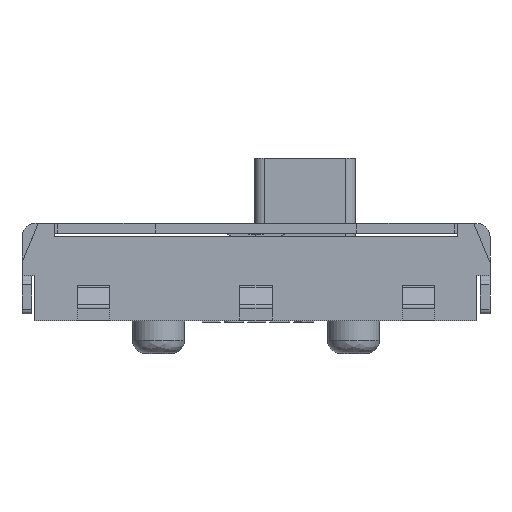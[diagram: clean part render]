
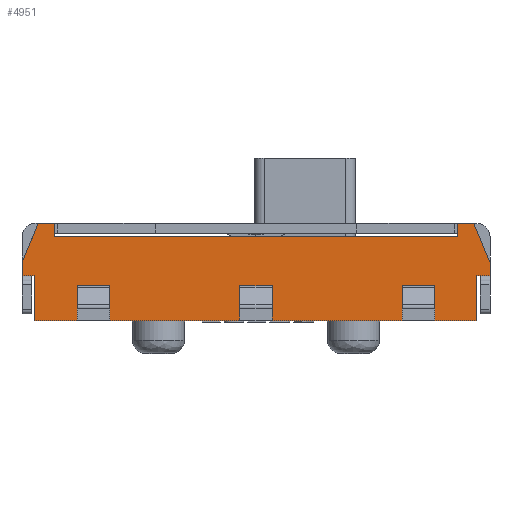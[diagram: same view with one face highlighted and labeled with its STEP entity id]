
A CAD part, front view. The second image highlights one B-rep face of the part: STEP entity #4951.
In plain terms, the highlighted planar face has unit normal (0, -1, 0).
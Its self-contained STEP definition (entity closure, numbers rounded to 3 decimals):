
#57=DIRECTION('',(1.,0.,0.));
#58=VECTOR('',#57,6.8);
#59=CARTESIAN_POINT('',(-3.4,-1.75,0.));
#60=LINE('',#59,#58);
#913=DIRECTION('',(1.,0.,0.));
#914=VECTOR('',#913,0.25);
#915=CARTESIAN_POINT('',(-3.35,-1.75,1.5));
#916=LINE('',#915,#914);
#953=DIRECTION('',(1.,0.,0.));
#954=VECTOR('',#953,0.25);
#955=CARTESIAN_POINT('',(3.1,-1.75,1.5));
#956=LINE('',#955,#954);
#965=DIRECTION('',(-0.385,0.,-0.923));
#966=VECTOR('',#965,0.65);
#967=CARTESIAN_POINT('',(-3.35,-1.75,1.5));
#968=LINE('',#967,#966);
#969=DIRECTION('',(0.,0.,-1.));
#970=VECTOR('',#969,0.2);
#971=CARTESIAN_POINT('',(-3.1,-1.75,1.5));
#972=LINE('',#971,#970);
#973=DIRECTION('',(1.,0.,0.));
#974=VECTOR('',#973,6.2);
#975=CARTESIAN_POINT('',(-3.1,-1.75,1.3));
#976=LINE('',#975,#974);
#977=DIRECTION('',(0.,0.,-1.));
#978=VECTOR('',#977,0.2);
#979=CARTESIAN_POINT('',(3.1,-1.75,1.5));
#980=LINE('',#979,#978);
#981=DIRECTION('',(-0.385,0.,0.923));
#982=VECTOR('',#981,0.65);
#983=CARTESIAN_POINT('',(3.6,-1.75,0.9));
#984=LINE('',#983,#982);
#985=DIRECTION('',(-1.,0.,0.));
#986=VECTOR('',#985,0.2);
#987=CARTESIAN_POINT('',(3.6,-1.75,0.7));
#988=LINE('',#987,#986);
#989=DIRECTION('',(0.,0.,1.));
#990=VECTOR('',#989,0.7);
#991=CARTESIAN_POINT('',(3.4,-1.75,0.));
#992=LINE('',#991,#990);
#993=DIRECTION('',(0.,0.,1.));
#994=VECTOR('',#993,0.7);
#995=CARTESIAN_POINT('',(-3.4,-1.75,0.));
#996=LINE('',#995,#994);
#997=DIRECTION('',(1.,0.,0.));
#998=VECTOR('',#997,0.2);
#999=CARTESIAN_POINT('',(-3.6,-1.75,0.7));
#1000=LINE('',#999,#998);
#1001=DIRECTION('',(0.,0.,1.));
#1002=VECTOR('',#1001,0.2);
#1003=CARTESIAN_POINT('',(-3.6,-1.75,0.7));
#1004=LINE('',#1003,#1002);
#1005=DIRECTION('',(0.,0.,1.));
#1006=VECTOR('',#1005,0.2);
#1007=CARTESIAN_POINT('',(2.25,-1.75,0.345));
#1008=LINE('',#1007,#1006);
#1009=DIRECTION('',(1.,0.,0.));
#1010=VECTOR('',#1009,0.5);
#1011=CARTESIAN_POINT('',(2.25,-1.75,0.345));
#1012=LINE('',#1011,#1010);
#1013=DIRECTION('',(0.,0.,1.));
#1014=VECTOR('',#1013,0.2);
#1015=CARTESIAN_POINT('',(2.75,-1.75,0.345));
#1016=LINE('',#1015,#1014);
#1017=DIRECTION('',(1.,0.,0.));
#1018=VECTOR('',#1017,0.5);
#1019=CARTESIAN_POINT('',(2.25,-1.75,0.545));
#1020=LINE('',#1019,#1018);
#1021=DIRECTION('',(0.,0.,1.));
#1022=VECTOR('',#1021,0.2);
#1023=CARTESIAN_POINT('',(-0.25,-1.75,0.345));
#1024=LINE('',#1023,#1022);
#1025=DIRECTION('',(1.,0.,0.));
#1026=VECTOR('',#1025,0.5);
#1027=CARTESIAN_POINT('',(-0.25,-1.75,0.345));
#1028=LINE('',#1027,#1026);
#1029=DIRECTION('',(0.,0.,1.));
#1030=VECTOR('',#1029,0.2);
#1031=CARTESIAN_POINT('',(0.25,-1.75,0.345));
#1032=LINE('',#1031,#1030);
#1033=DIRECTION('',(1.,0.,0.));
#1034=VECTOR('',#1033,0.5);
#1035=CARTESIAN_POINT('',(-0.25,-1.75,0.545));
#1036=LINE('',#1035,#1034);
#1037=DIRECTION('',(0.,0.,1.));
#1038=VECTOR('',#1037,0.2);
#1039=CARTESIAN_POINT('',(-2.75,-1.75,0.345));
#1040=LINE('',#1039,#1038);
#1041=DIRECTION('',(1.,0.,0.));
#1042=VECTOR('',#1041,0.5);
#1043=CARTESIAN_POINT('',(-2.75,-1.75,0.345));
#1044=LINE('',#1043,#1042);
#1045=DIRECTION('',(0.,0.,1.));
#1046=VECTOR('',#1045,0.2);
#1047=CARTESIAN_POINT('',(-2.25,-1.75,0.345));
#1048=LINE('',#1047,#1046);
#1049=DIRECTION('',(1.,0.,0.));
#1050=VECTOR('',#1049,0.5);
#1051=CARTESIAN_POINT('',(-2.75,-1.75,0.545));
#1052=LINE('',#1051,#1050);
#1153=DIRECTION('',(0.,0.,1.));
#1154=VECTOR('',#1153,0.2);
#1155=CARTESIAN_POINT('',(3.6,-1.75,0.7));
#1156=LINE('',#1155,#1154);
#2921=CARTESIAN_POINT('',(-3.1,-1.75,1.5));
#2923=VERTEX_POINT('',#2921);
#2925=CARTESIAN_POINT('',(3.1,-1.75,1.5));
#2927=VERTEX_POINT('',#2925);
#2933=CARTESIAN_POINT('',(-3.1,-1.75,1.3));
#2934=CARTESIAN_POINT('',(3.1,-1.75,1.3));
#2935=VERTEX_POINT('',#2933);
#2936=VERTEX_POINT('',#2934);
#2949=CARTESIAN_POINT('',(-3.4,-1.75,0.));
#2951=VERTEX_POINT('',#2949);
#2957=CARTESIAN_POINT('',(-3.6,-1.75,0.7));
#2959=VERTEX_POINT('',#2957);
#2961=CARTESIAN_POINT('',(-3.4,-1.75,0.7));
#2962=VERTEX_POINT('',#2961);
#2979=CARTESIAN_POINT('',(3.4,-1.75,0.7));
#2981=VERTEX_POINT('',#2979);
#2989=CARTESIAN_POINT('',(3.4,-1.75,0.));
#2991=VERTEX_POINT('',#2989);
#2993=CARTESIAN_POINT('',(3.6,-1.75,0.7));
#2994=VERTEX_POINT('',#2993);
#2997=CARTESIAN_POINT('',(-3.35,-1.75,1.5));
#2998=CARTESIAN_POINT('',(-3.6,-1.75,0.9));
#2999=VERTEX_POINT('',#2997);
#3000=VERTEX_POINT('',#2998);
#3025=CARTESIAN_POINT('',(3.6,-1.75,0.9));
#3026=VERTEX_POINT('',#3025);
#3027=CARTESIAN_POINT('',(3.35,-1.75,1.5));
#3028=VERTEX_POINT('',#3027);
#3125=CARTESIAN_POINT('',(2.25,-1.75,0.345));
#3126=CARTESIAN_POINT('',(2.25,-1.75,0.545));
#3127=VERTEX_POINT('',#3125);
#3128=VERTEX_POINT('',#3126);
#3129=CARTESIAN_POINT('',(2.75,-1.75,0.345));
#3130=CARTESIAN_POINT('',(2.75,-1.75,0.545));
#3131=VERTEX_POINT('',#3129);
#3132=VERTEX_POINT('',#3130);
#3213=CARTESIAN_POINT('',(-0.25,-1.75,0.345));
#3214=CARTESIAN_POINT('',(-0.25,-1.75,0.545));
#3215=VERTEX_POINT('',#3213);
#3216=VERTEX_POINT('',#3214);
#3217=CARTESIAN_POINT('',(0.25,-1.75,0.345));
#3218=CARTESIAN_POINT('',(0.25,-1.75,0.545));
#3219=VERTEX_POINT('',#3217);
#3220=VERTEX_POINT('',#3218);
#3301=CARTESIAN_POINT('',(-2.75,-1.75,0.345));
#3302=CARTESIAN_POINT('',(-2.75,-1.75,0.545));
#3303=VERTEX_POINT('',#3301);
#3304=VERTEX_POINT('',#3302);
#3305=CARTESIAN_POINT('',(-2.25,-1.75,0.345));
#3306=CARTESIAN_POINT('',(-2.25,-1.75,0.545));
#3307=VERTEX_POINT('',#3305);
#3308=VERTEX_POINT('',#3306);
#4892=CARTESIAN_POINT('',(-3.6,-1.75,0.));
#4893=DIRECTION('',(0.,-1.,0.));
#4894=DIRECTION('',(1.,0.,0.));
#4895=AXIS2_PLACEMENT_3D('',#4892,#4893,#4894);
#4896=PLANE('',#4895);
#4897=ORIENTED_EDGE('',*,*,#4875,.F.);
#4898=ORIENTED_EDGE('',*,*,#4794,.T.);
#4900=ORIENTED_EDGE('',*,*,#4899,.T.);
#4901=ORIENTED_EDGE('',*,*,#4461,.T.);
#4903=ORIENTED_EDGE('',*,*,#4902,.F.);
#4904=ORIENTED_EDGE('',*,*,#4854,.T.);
#4906=ORIENTED_EDGE('',*,*,#4905,.F.);
#4908=ORIENTED_EDGE('',*,*,#4907,.F.);
#4910=ORIENTED_EDGE('',*,*,#4909,.T.);
#4911=ORIENTED_EDGE('',*,*,#4212,.F.);
#4912=ORIENTED_EDGE('',*,*,#3887,.F.);
#4914=ORIENTED_EDGE('',*,*,#4913,.T.);
#4916=ORIENTED_EDGE('',*,*,#4915,.F.);
#4918=ORIENTED_EDGE('',*,*,#4917,.T.);
#4919=EDGE_LOOP('',(#4897,#4898,#4900,#4901,#4903,#4904,#4906,#4908,#4910,#4911,
#4912,#4914,#4916,#4918));
#4920=FACE_OUTER_BOUND('',#4919,.F.);
#4922=ORIENTED_EDGE('',*,*,#4921,.F.);
#4924=ORIENTED_EDGE('',*,*,#4923,.T.);
#4926=ORIENTED_EDGE('',*,*,#4925,.T.);
#4928=ORIENTED_EDGE('',*,*,#4927,.F.);
#4929=EDGE_LOOP('',(#4922,#4924,#4926,#4928));
#4930=FACE_BOUND('',#4929,.F.);
#4932=ORIENTED_EDGE('',*,*,#4931,.F.);
#4934=ORIENTED_EDGE('',*,*,#4933,.T.);
#4936=ORIENTED_EDGE('',*,*,#4935,.T.);
#4938=ORIENTED_EDGE('',*,*,#4937,.F.);
#4939=EDGE_LOOP('',(#4932,#4934,#4936,#4938));
#4940=FACE_BOUND('',#4939,.F.);
#4942=ORIENTED_EDGE('',*,*,#4941,.F.);
#4944=ORIENTED_EDGE('',*,*,#4943,.T.);
#4946=ORIENTED_EDGE('',*,*,#4945,.T.);
#4948=ORIENTED_EDGE('',*,*,#4947,.F.);
#4949=EDGE_LOOP('',(#4942,#4944,#4946,#4948));
#4950=FACE_BOUND('',#4949,.F.);
#4951=ADVANCED_FACE('',(#4920,#4930,#4940,#4950),#4896,.T.);
#3887=EDGE_CURVE('',#2951,#2991,#60,.T.);
#4212=EDGE_CURVE('',#2991,#2981,#992,.T.);
#4461=EDGE_CURVE('',#2935,#2936,#976,.T.);
#4794=EDGE_CURVE('',#2999,#2923,#916,.T.);
#4854=EDGE_CURVE('',#2927,#3028,#956,.T.);
#4875=EDGE_CURVE('',#2999,#3000,#968,.T.);
#4899=EDGE_CURVE('',#2923,#2935,#972,.T.);
#4902=EDGE_CURVE('',#2927,#2936,#980,.T.);
#4905=EDGE_CURVE('',#3026,#3028,#984,.T.);
#4907=EDGE_CURVE('',#2994,#3026,#1156,.T.);
#4909=EDGE_CURVE('',#2994,#2981,#988,.T.);
#4913=EDGE_CURVE('',#2951,#2962,#996,.T.);
#4915=EDGE_CURVE('',#2959,#2962,#1000,.T.);
#4917=EDGE_CURVE('',#2959,#3000,#1004,.T.);
#4921=EDGE_CURVE('',#3127,#3128,#1008,.T.);
#4923=EDGE_CURVE('',#3127,#3131,#1012,.T.);
#4925=EDGE_CURVE('',#3131,#3132,#1016,.T.);
#4927=EDGE_CURVE('',#3128,#3132,#1020,.T.);
#4931=EDGE_CURVE('',#3215,#3216,#1024,.T.);
#4933=EDGE_CURVE('',#3215,#3219,#1028,.T.);
#4935=EDGE_CURVE('',#3219,#3220,#1032,.T.);
#4937=EDGE_CURVE('',#3216,#3220,#1036,.T.);
#4941=EDGE_CURVE('',#3303,#3304,#1040,.T.);
#4943=EDGE_CURVE('',#3303,#3307,#1044,.T.);
#4945=EDGE_CURVE('',#3307,#3308,#1048,.T.);
#4947=EDGE_CURVE('',#3304,#3308,#1052,.T.);
